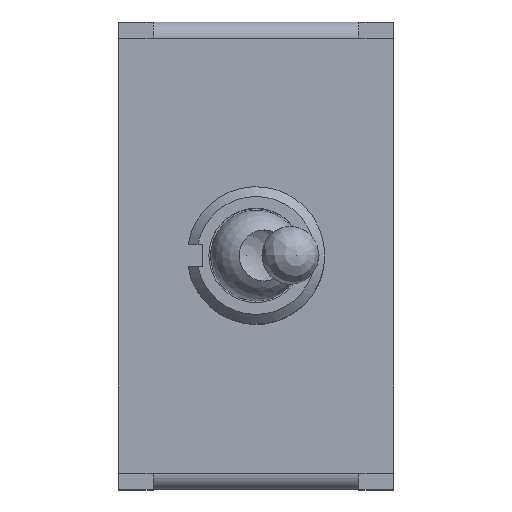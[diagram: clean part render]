
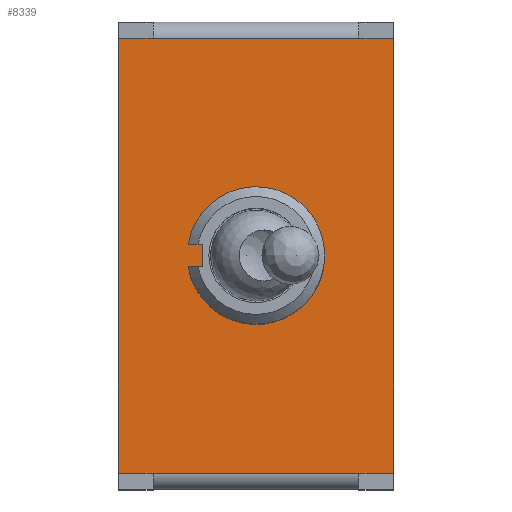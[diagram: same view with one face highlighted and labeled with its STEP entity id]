
A CAD part, top view. The second image highlights one B-rep face of the part: STEP entity #8339.
In plain terms, the highlighted planar face has unit normal (0, 0, 1).
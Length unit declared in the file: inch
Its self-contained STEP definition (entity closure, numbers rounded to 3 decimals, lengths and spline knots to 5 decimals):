
#59=FACE_BOUND('',#1498,.T.);
#362=CIRCLE('',#9145,0.125);
#978=FACE_OUTER_BOUND('',#1497,.T.);
#1497=EDGE_LOOP('',(#7022,#7023,#7024,#7025,#7026,#7027,#7028,#7029));
#1498=EDGE_LOOP('',(#7030,#7031,#7032,#7033));
#2229=LINE('',#13671,#3089);
#2233=LINE('',#13681,#3093);
#2235=LINE('',#13684,#3095);
#2236=LINE('',#13690,#3096);
#2237=LINE('',#13692,#3097);
#2238=LINE('',#13694,#3098);
#2239=LINE('',#13696,#3099);
#2240=LINE('',#13698,#3100);
#2241=LINE('',#13700,#3101);
#2242=LINE('',#13702,#3102);
#2243=LINE('',#13703,#3103);
#3089=VECTOR('',#11239,0.3937);
#3093=VECTOR('',#11249,0.3937);
#3095=VECTOR('',#11253,0.3937);
#3096=VECTOR('',#11260,0.3937);
#3097=VECTOR('',#11261,0.3937);
#3098=VECTOR('',#11262,0.3937);
#3099=VECTOR('',#11263,0.3937);
#3100=VECTOR('',#11264,0.3937);
#3101=VECTOR('',#11265,0.3937);
#3102=VECTOR('',#11266,0.3937);
#3103=VECTOR('',#11267,0.3937);
#3911=VERTEX_POINT('',#13668);
#3912=VERTEX_POINT('',#13670);
#3914=VERTEX_POINT('',#13678);
#3915=VERTEX_POINT('',#13680);
#3916=VERTEX_POINT('',#13688);
#3917=VERTEX_POINT('',#13689);
#3918=VERTEX_POINT('',#13691);
#3919=VERTEX_POINT('',#13693);
#3920=VERTEX_POINT('',#13695);
#3921=VERTEX_POINT('',#13697);
#3922=VERTEX_POINT('',#13699);
#3923=VERTEX_POINT('',#13701);
#4998=EDGE_CURVE('',#3912,#3911,#2229,.T.);
#5003=EDGE_CURVE('',#3915,#3914,#2233,.T.);
#5005=EDGE_CURVE('',#3914,#3912,#2235,.T.);
#5006=EDGE_CURVE('',#3911,#3915,#362,.T.);
#5007=EDGE_CURVE('',#3916,#3917,#2236,.T.);
#5008=EDGE_CURVE('',#3916,#3918,#2237,.T.);
#5009=EDGE_CURVE('',#3918,#3919,#2238,.T.);
#5010=EDGE_CURVE('',#3920,#3919,#2239,.T.);
#5011=EDGE_CURVE('',#3920,#3921,#2240,.T.);
#5012=EDGE_CURVE('',#3921,#3922,#2241,.T.);
#5013=EDGE_CURVE('',#3922,#3923,#2242,.T.);
#5014=EDGE_CURVE('',#3917,#3923,#2243,.T.);
#7022=ORIENTED_EDGE('',*,*,#5007,.F.);
#7023=ORIENTED_EDGE('',*,*,#5008,.T.);
#7024=ORIENTED_EDGE('',*,*,#5009,.T.);
#7025=ORIENTED_EDGE('',*,*,#5010,.F.);
#7026=ORIENTED_EDGE('',*,*,#5011,.T.);
#7027=ORIENTED_EDGE('',*,*,#5012,.T.);
#7028=ORIENTED_EDGE('',*,*,#5013,.T.);
#7029=ORIENTED_EDGE('',*,*,#5014,.F.);
#7030=ORIENTED_EDGE('',*,*,#5003,.T.);
#7031=ORIENTED_EDGE('',*,*,#5005,.T.);
#7032=ORIENTED_EDGE('',*,*,#4998,.T.);
#7033=ORIENTED_EDGE('',*,*,#5006,.T.);
#7873=PLANE('',#9146);
#8339=ADVANCED_FACE('',(#978,#59),#7873,.T.);
#9145=AXIS2_PLACEMENT_3D('',#13686,#11256,#11257);
#9146=AXIS2_PLACEMENT_3D('',#13687,#11258,#11259);
#11239=DIRECTION('',(-1.,0.,0.));
#11249=DIRECTION('',(1.,0.,0.));
#11253=DIRECTION('',(0.,1.,0.));
#11256=DIRECTION('center_axis',(0.,0.,-1.));
#11257=DIRECTION('ref_axis',(-0.987,-0.161,0.));
#11258=DIRECTION('center_axis',(0.,0.,1.));
#11259=DIRECTION('ref_axis',(-1.,0.,0.));
#11260=DIRECTION('',(1.,0.,0.));
#11261=DIRECTION('',(-1.,0.,0.));
#11262=DIRECTION('',(0.,-1.,0.));
#11263=DIRECTION('',(-1.,0.,0.));
#11264=DIRECTION('',(1.,0.,0.));
#11265=DIRECTION('',(1.,0.,0.));
#11266=DIRECTION('',(0.,1.,0.));
#11267=DIRECTION('',(1.,0.,0.));
#13668=CARTESIAN_POINT('',(-0.12338,0.02008,0.41496));
#13670=CARTESIAN_POINT('',(-0.09705,0.02008,0.41496));
#13671=CARTESIAN_POINT('',(-0.04852,0.02008,0.41496));
#13678=CARTESIAN_POINT('',(-0.09705,-0.02008,0.41496));
#13680=CARTESIAN_POINT('',(-0.12338,-0.02008,0.41496));
#13681=CARTESIAN_POINT('',(-0.06169,-0.02008,0.41496));
#13684=CARTESIAN_POINT('',(-0.09705,-0.20758,0.41496));
#13686=CARTESIAN_POINT('Origin',(0.,0.,
0.41496));
#13687=CARTESIAN_POINT('Origin',(0.,-0.39508,0.41496));
#13688=CARTESIAN_POINT('',(-0.18701,0.39508,0.41496));
#13689=CARTESIAN_POINT('',(0.18701,0.39508,0.41496));
#13690=CARTESIAN_POINT('',(0.,0.39508,0.41496));
#13691=CARTESIAN_POINT('',(-0.25,0.39508,0.41496));
#13692=CARTESIAN_POINT('',(-0.18701,0.39508,0.41496));
#13693=CARTESIAN_POINT('',(-0.25,-0.39508,0.41496));
#13694=CARTESIAN_POINT('',(-0.25,-0.39508,0.41496));
#13695=CARTESIAN_POINT('',(-0.18701,-0.39508,0.41496));
#13696=CARTESIAN_POINT('',(-0.18701,-0.39508,0.41496));
#13697=CARTESIAN_POINT('',(0.18701,-0.39508,0.41496));
#13698=CARTESIAN_POINT('',(0.,-0.39508,0.41496));
#13699=CARTESIAN_POINT('',(0.25,-0.39508,0.41496));
#13700=CARTESIAN_POINT('',(0.18701,-0.39508,0.41496));
#13701=CARTESIAN_POINT('',(0.25,0.39508,0.41496));
#13702=CARTESIAN_POINT('',(0.25,0.39508,0.41496));
#13703=CARTESIAN_POINT('',(0.18701,0.39508,0.41496));
